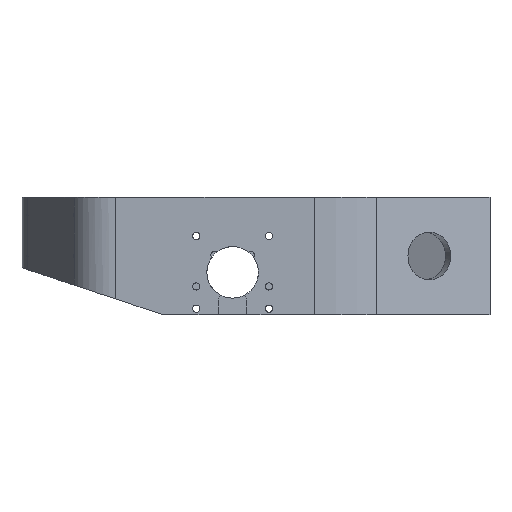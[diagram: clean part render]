
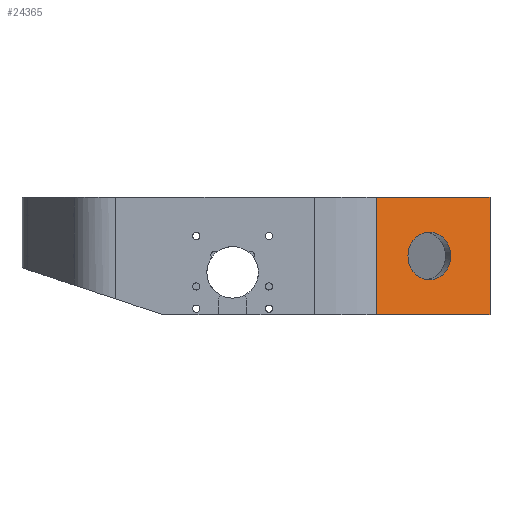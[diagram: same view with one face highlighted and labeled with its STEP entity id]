
A CAD part, left-side view. The second image highlights one B-rep face of the part: STEP entity #24365.
In plain terms, the highlighted planar face has unit normal (-0.897, -0.441, 0).
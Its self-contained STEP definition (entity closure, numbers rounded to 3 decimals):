
#7727 = PLANE('',#7728);
#7728 = AXIS2_PLACEMENT_3D('',#7729,#7730,#7731);
#7729 = CARTESIAN_POINT('',(-44.309,-0.415,5.));
#7730 = DIRECTION('',(0.,0.,1.));
#7731 = DIRECTION('',(1.,0.,0.));
#8316 = CYLINDRICAL_SURFACE('',#8317,10.2);
#8317 = AXIS2_PLACEMENT_3D('',#8318,#8319,#8320);
#8318 = CARTESIAN_POINT('',(-82.736,-74.079,30.));
#8319 = DIRECTION('',(-0.898,-0.441,
    0.));
#8320 = DIRECTION('',(0.441,-0.898,0.
    ));
#10135 = PLANE('',#10136);
#10136 = AXIS2_PLACEMENT_3D('',#10137,#10138,#10139);
#10137 = CARTESIAN_POINT('',(-44.309,-0.415,55.));
#10138 = DIRECTION('',(0.,0.,1.));
#10139 = DIRECTION('',(1.,0.,0.));
#15075 = VERTEX_POINT('',#15076);
#15076 = CARTESIAN_POINT('',(-93.851,-51.46,5.));
#15091 = CYLINDRICAL_SURFACE('',#15092,60.);
#15092 = AXIS2_PLACEMENT_3D('',#15093,#15094,#15095);
#15093 = CARTESIAN_POINT('',(-40.,-25.,5.));
#15094 = DIRECTION('',(-0.,-0.,-1.));
#15095 = DIRECTION('',(1.,0.,0.));
#15103 = EDGE_CURVE('',#15075,#15104,#15106,.T.);
#15104 = VERTEX_POINT('',#15105);
#15105 = CARTESIAN_POINT('',(-70.,-100.,5.));
#15106 = SURFACE_CURVE('',#15107,(#15111,#15118),.PCURVE_S1.);
#15107 = LINE('',#15108,#15109);
#15108 = CARTESIAN_POINT('',(-93.851,-51.46,5.));
#15109 = VECTOR('',#15110,1.);
#15110 = DIRECTION('',(0.441,-0.898,0.));
#15111 = PCURVE('',#7727,#15112);
#15112 = DEFINITIONAL_REPRESENTATION('',(#15113),#15117);
#15113 = LINE('',#15114,#15115);
#15114 = CARTESIAN_POINT('',(-49.541,-51.045));
#15115 = VECTOR('',#15116,1.);
#15116 = DIRECTION('',(0.441,-0.898));
#15117 = ( GEOMETRIC_REPRESENTATION_CONTEXT(2) 
PARAMETRIC_REPRESENTATION_CONTEXT() REPRESENTATION_CONTEXT('2D SPACE',''
  ) );
#15118 = PCURVE('',#15119,#15124);
#15119 = PLANE('',#15120);
#15120 = AXIS2_PLACEMENT_3D('',#15121,#15122,#15123);
#15121 = CARTESIAN_POINT('',(-93.851,-51.46,5.));
#15122 = DIRECTION('',(0.898,0.441,0.));
#15123 = DIRECTION('',(0.441,-0.898,0.));
#15124 = DEFINITIONAL_REPRESENTATION('',(#15125),#15129);
#15125 = LINE('',#15126,#15127);
#15126 = CARTESIAN_POINT('',(0.,0.));
#15127 = VECTOR('',#15128,1.);
#15128 = DIRECTION('',(1.,0.));
#15129 = ( GEOMETRIC_REPRESENTATION_CONTEXT(2) 
PARAMETRIC_REPRESENTATION_CONTEXT() REPRESENTATION_CONTEXT('2D SPACE',''
  ) );
#15145 = PLANE('',#15146);
#15146 = AXIS2_PLACEMENT_3D('',#15147,#15148,#15149);
#15147 = CARTESIAN_POINT('',(-70.,-100.,5.));
#15148 = DIRECTION('',(0.,1.,0.));
#15149 = DIRECTION('',(1.,0.,0.));
#16052 = EDGE_CURVE('',#16053,#16053,#16055,.T.);
#16053 = VERTEX_POINT('',#16054);
#16054 = CARTESIAN_POINT('',(-78.238,-83.234,30.));
#16055 = SURFACE_CURVE('',#16056,(#16061,#16068),.PCURVE_S1.);
#16056 = CIRCLE('',#16057,10.2);
#16057 = AXIS2_PLACEMENT_3D('',#16058,#16059,#16060);
#16058 = CARTESIAN_POINT('',(-82.736,-74.079,30.));
#16059 = DIRECTION('',(-0.898,-0.441,
    0.));
#16060 = DIRECTION('',(0.441,-0.898,
    0.));
#16061 = PCURVE('',#8316,#16062);
#16062 = DEFINITIONAL_REPRESENTATION('',(#16063),#16067);
#16063 = LINE('',#16064,#16065);
#16064 = CARTESIAN_POINT('',(0.,0.));
#16065 = VECTOR('',#16066,1.);
#16066 = DIRECTION('',(1.,0.));
#16067 = ( GEOMETRIC_REPRESENTATION_CONTEXT(2) 
PARAMETRIC_REPRESENTATION_CONTEXT() REPRESENTATION_CONTEXT('2D SPACE',''
  ) );
#16068 = PCURVE('',#15119,#16069);
#16069 = DEFINITIONAL_REPRESENTATION('',(#16070),#16078);
#16070 = ( BOUNDED_CURVE() B_SPLINE_CURVE(2,(#16071,#16072,#16073,#16074
    ,#16075,#16076,#16077),.UNSPECIFIED.,.T.,.F.) 
B_SPLINE_CURVE_WITH_KNOTS((1,2,2,2,2,1),(-2.094,0.,
    2.094,4.189,6.283,8.378),
.UNSPECIFIED.) CURVE() GEOMETRIC_REPRESENTATION_ITEM() 
RATIONAL_B_SPLINE_CURVE((1.,0.5,1.,0.5,1.,0.5,1.)) REPRESENTATION_ITEM(
  '') );
#16071 = CARTESIAN_POINT('',(35.402,-25.));
#16072 = CARTESIAN_POINT('',(35.402,-42.667));
#16073 = CARTESIAN_POINT('',(20.102,-33.833));
#16074 = CARTESIAN_POINT('',(4.802,-25.));
#16075 = CARTESIAN_POINT('',(20.102,-16.167));
#16076 = CARTESIAN_POINT('',(35.402,-7.333));
#16077 = CARTESIAN_POINT('',(35.402,-25.));
#16078 = ( GEOMETRIC_REPRESENTATION_CONTEXT(2) 
PARAMETRIC_REPRESENTATION_CONTEXT() REPRESENTATION_CONTEXT('2D SPACE',''
  ) );
#16798 = VERTEX_POINT('',#16799);
#16799 = CARTESIAN_POINT('',(-93.851,-51.46,55.));
#16821 = EDGE_CURVE('',#16798,#16822,#16824,.T.);
#16822 = VERTEX_POINT('',#16823);
#16823 = CARTESIAN_POINT('',(-70.,-100.,55.));
#16824 = SURFACE_CURVE('',#16825,(#16829,#16836),.PCURVE_S1.);
#16825 = LINE('',#16826,#16827);
#16826 = CARTESIAN_POINT('',(-93.851,-51.46,55.));
#16827 = VECTOR('',#16828,1.);
#16828 = DIRECTION('',(0.441,-0.898,0.));
#16829 = PCURVE('',#10135,#16830);
#16830 = DEFINITIONAL_REPRESENTATION('',(#16831),#16835);
#16831 = LINE('',#16832,#16833);
#16832 = CARTESIAN_POINT('',(-49.541,-51.045));
#16833 = VECTOR('',#16834,1.);
#16834 = DIRECTION('',(0.441,-0.898));
#16835 = ( GEOMETRIC_REPRESENTATION_CONTEXT(2) 
PARAMETRIC_REPRESENTATION_CONTEXT() REPRESENTATION_CONTEXT('2D SPACE',''
  ) );
#16836 = PCURVE('',#15119,#16837);
#16837 = DEFINITIONAL_REPRESENTATION('',(#16838),#16842);
#16838 = LINE('',#16839,#16840);
#16839 = CARTESIAN_POINT('',(0.,-50.));
#16840 = VECTOR('',#16841,1.);
#16841 = DIRECTION('',(1.,0.));
#16842 = ( GEOMETRIC_REPRESENTATION_CONTEXT(2) 
PARAMETRIC_REPRESENTATION_CONTEXT() REPRESENTATION_CONTEXT('2D SPACE',''
  ) );
#24269 = EDGE_CURVE('',#15104,#16822,#24270,.T.);
#24270 = SURFACE_CURVE('',#24271,(#24275,#24282),.PCURVE_S1.);
#24271 = LINE('',#24272,#24273);
#24272 = CARTESIAN_POINT('',(-70.,-100.,5.));
#24273 = VECTOR('',#24274,1.);
#24274 = DIRECTION('',(0.,0.,1.));
#24275 = PCURVE('',#15145,#24276);
#24276 = DEFINITIONAL_REPRESENTATION('',(#24277),#24281);
#24277 = LINE('',#24278,#24279);
#24278 = CARTESIAN_POINT('',(0.,0.));
#24279 = VECTOR('',#24280,1.);
#24280 = DIRECTION('',(0.,-1.));
#24281 = ( GEOMETRIC_REPRESENTATION_CONTEXT(2) 
PARAMETRIC_REPRESENTATION_CONTEXT() REPRESENTATION_CONTEXT('2D SPACE',''
  ) );
#24282 = PCURVE('',#15119,#24283);
#24283 = DEFINITIONAL_REPRESENTATION('',(#24284),#24288);
#24284 = LINE('',#24285,#24286);
#24285 = CARTESIAN_POINT('',(54.083,0.));
#24286 = VECTOR('',#24287,1.);
#24287 = DIRECTION('',(0.,-1.));
#24288 = ( GEOMETRIC_REPRESENTATION_CONTEXT(2) 
PARAMETRIC_REPRESENTATION_CONTEXT() REPRESENTATION_CONTEXT('2D SPACE',''
  ) );
#24365 = ADVANCED_FACE('',(#24366,#24392),#15119,.F.);
#24366 = FACE_BOUND('',#24367,.F.);
#24367 = EDGE_LOOP('',(#24368,#24389,#24390,#24391));
#24368 = ORIENTED_EDGE('',*,*,#24369,.T.);
#24369 = EDGE_CURVE('',#15075,#16798,#24370,.T.);
#24370 = SURFACE_CURVE('',#24371,(#24375,#24382),.PCURVE_S1.);
#24371 = LINE('',#24372,#24373);
#24372 = CARTESIAN_POINT('',(-93.851,-51.46,5.));
#24373 = VECTOR('',#24374,1.);
#24374 = DIRECTION('',(0.,0.,1.));
#24375 = PCURVE('',#15119,#24376);
#24376 = DEFINITIONAL_REPRESENTATION('',(#24377),#24381);
#24377 = LINE('',#24378,#24379);
#24378 = CARTESIAN_POINT('',(0.,0.));
#24379 = VECTOR('',#24380,1.);
#24380 = DIRECTION('',(0.,-1.));
#24381 = ( GEOMETRIC_REPRESENTATION_CONTEXT(2) 
PARAMETRIC_REPRESENTATION_CONTEXT() REPRESENTATION_CONTEXT('2D SPACE',''
  ) );
#24382 = PCURVE('',#15091,#24383);
#24383 = DEFINITIONAL_REPRESENTATION('',(#24384),#24388);
#24384 = LINE('',#24385,#24386);
#24385 = CARTESIAN_POINT('',(-3.598,0.));
#24386 = VECTOR('',#24387,1.);
#24387 = DIRECTION('',(-0.,-1.));
#24388 = ( GEOMETRIC_REPRESENTATION_CONTEXT(2) 
PARAMETRIC_REPRESENTATION_CONTEXT() REPRESENTATION_CONTEXT('2D SPACE',''
  ) );
#24389 = ORIENTED_EDGE('',*,*,#16821,.T.);
#24390 = ORIENTED_EDGE('',*,*,#24269,.F.);
#24391 = ORIENTED_EDGE('',*,*,#15103,.F.);
#24392 = FACE_BOUND('',#24393,.F.);
#24393 = EDGE_LOOP('',(#24394));
#24394 = ORIENTED_EDGE('',*,*,#16052,.T.);
